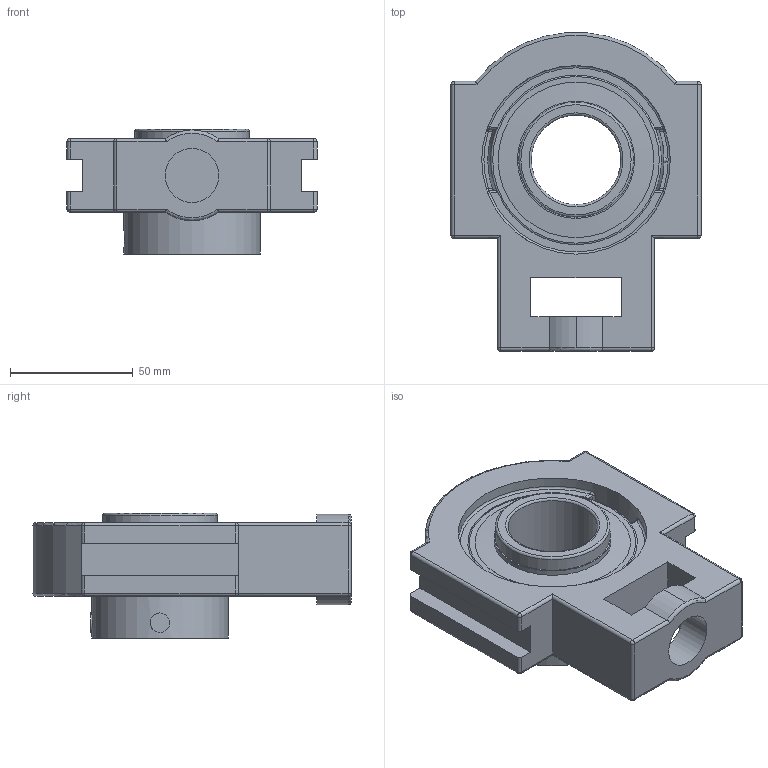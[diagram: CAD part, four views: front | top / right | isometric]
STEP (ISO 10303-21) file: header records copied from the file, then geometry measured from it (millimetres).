
FILE_DESCRIPTION(('HOOPS Exchange Step'),'2;1');
FILE_NAME('export-3F23562B-852F-4719-8B44-3B84DA7F9D37.stp','2020-05-20T10:54:09-07:00',('dkerr'),('Alibre'),'HOOPS Exchange 2020.0','Alibre','Unknown authorisation');
FILE_SCHEMA( ('AP242_MANAGED_MODEL_BASED_3D_ENGINEERING_MIM_LF {1 0 10303 442 1 1 4 }') );
Length unit declared in the file: inch
Products named in the file (8): MRN STM 207 L4L; SHC 207 (Setscrew); SHC 207 (Ball bearing); SHC 207 (Shield); SHC 207-23 L4L (1.4375inch) (Race); SHC 207-23 (Collar); MRN SHC 207-23 L4L (1.4375inch); MRN SHCSTM 207-23 L4L (1.4375inch)
Assembly tree (7 placements, depth 3):
  MRN SHCSTM 207-23 L4L (1.4375inch)
    MRN STM 207 L4L
    MRN SHC 207-23 L4L (1.4375inch)
      SHC 207 (Setscrew)
      SHC 207 (Ball bearing)
      SHC 207 (Shield)
      SHC 207-23 L4L (1.4375inch) (Race)
      SHC 207-23 (Collar)
Bounding box: 102 x 129.82 x 51.1 mm (x, y, z)
Volume: 226497.2 mm3; surface area: 77087.6 mm2
Topology: 16 solids, 16 shells, 186 faces, 482 edges, 295 vertices
Faces by surface type: cylinder 70, plane 55, sphere 28, torus 17, cone 12, bspline 4
Full cylindrical faces by diameter (mm): 7.925 x1, 7.938 x2, 22 x1, 36.512 x2, 44.196 x2, 46.736 x4, 47.752 x2, 55.6 x1, 62.484 x2, 63.5 x4, 76.902 x2, 80.35 x1
Entity records: 7570 total; most frequent: CARTESIAN_POINT 2833, DIRECTION 1037, ORIENTED_EDGE 890, EDGE_CURVE 445, AXIS2_PLACEMENT_3D 428, VERTEX_POINT 295, CIRCLE 219, EDGE_LOOP 208
